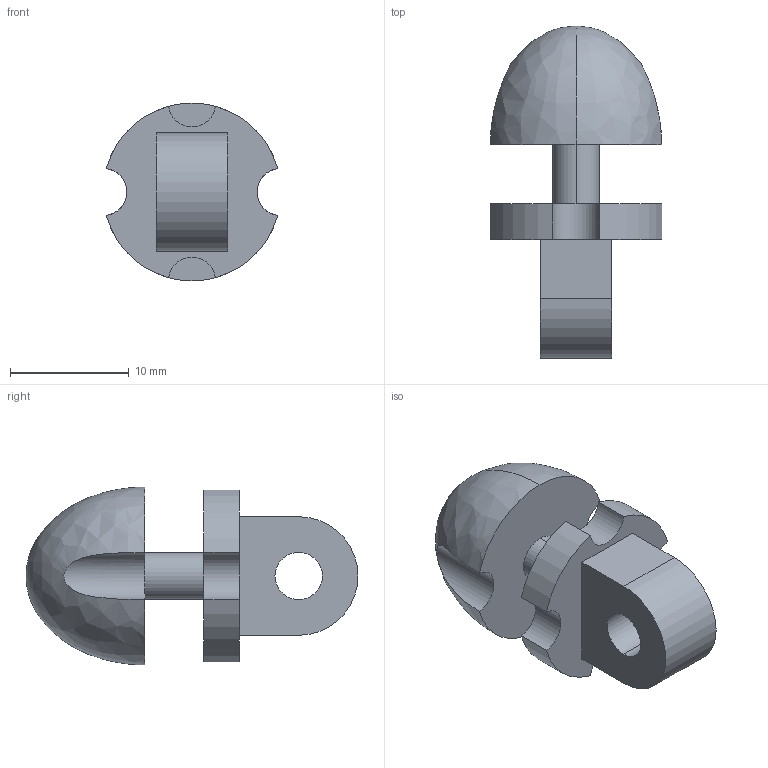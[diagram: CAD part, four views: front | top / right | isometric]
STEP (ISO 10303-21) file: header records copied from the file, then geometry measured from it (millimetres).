
FILE_DESCRIPTION (( 'STEP AP203' ), '1' );
FILE_NAME ('TIP_Default_sldprt.STEP', '2018-06-25T05:54:13', ( '' ), ( '' ), 'SwSTEP 2.0', 'SolidWorks 2017', '' );
FILE_SCHEMA (( 'CONFIG_CONTROL_DESIGN' ));
Length unit declared in the file: millimetre
Products named in the file (1): TIP_Default_sldprt
Bounding box: 14.47 x 28 x 15 mm (x, y, z)
Volume: 2108.3 mm3; surface area: 1448.6 mm2
Topology: 1 solids, 1 shells, 28 faces, 67 edges, 44 vertices
Faces by surface type: cylinder 18, plane 8, bspline 2
Entity records: 1006 total; most frequent: CARTESIAN_POINT 250, DIRECTION 155, ORIENTED_EDGE 134, EDGE_CURVE 67, AXIS2_PLACEMENT_3D 65, VERTEX_POINT 44, CIRCLE 38, EDGE_LOOP 33
